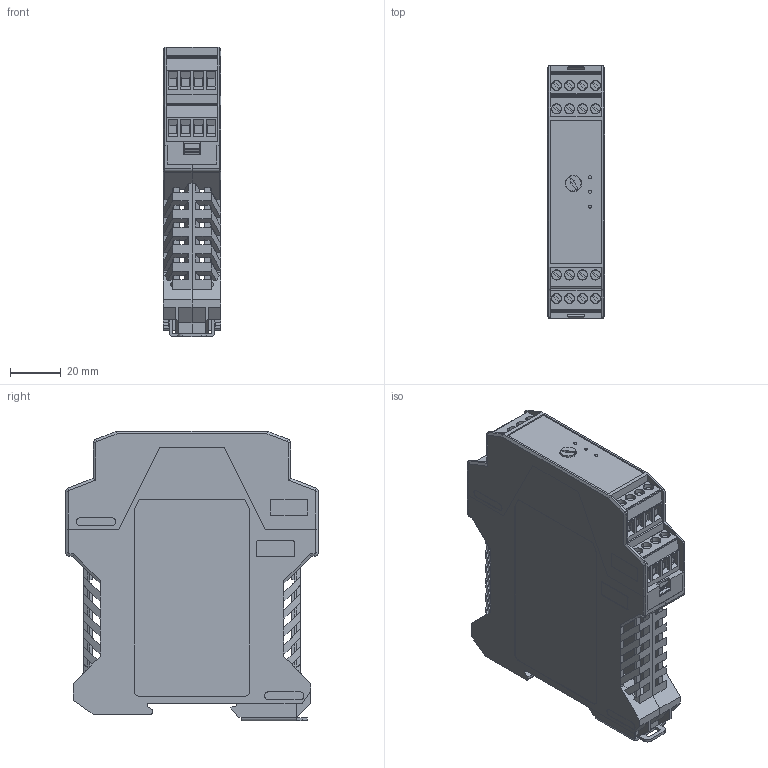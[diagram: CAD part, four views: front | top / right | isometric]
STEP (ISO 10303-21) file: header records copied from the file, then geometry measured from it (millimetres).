
FILE_DESCRIPTION(/* description */ (''),/* implementation_level */ '2;1');
FILE_NAME(/* name */ 'SR_SELECT.stp',/* time_stamp */ '2021-10-21T09:42:35+02:00',/* author */ ('frigo'),/* organization */ (''),/* preprocessor_version */ 'ST-DEVELOPER v18.1',/* originating_system */ 'AutoCAD Mechanical',/* authorisation */ '');
FILE_SCHEMA (('AUTOMOTIVE_DESIGN { 1 0 10303 214 3 1 1 }'));
Products named in the file (3): Product; AVE_RENDER; AVE_GLOBAL
Assembly tree (9 placements, depth 2):
  Product
    AVE_RENDER  x8
    AVE_GLOBAL
Bounding box: 22.6 x 99 x 113.6 mm (x, y, z)
Volume: 64822.8 mm3; surface area: 67826.3 mm2
Topology: 14 solids, 27 shells, 2028 faces, 5555 edges, 3594 vertices
Faces by surface type: plane 1537, cylinder 437, bspline 32, cone 12, torus 10
Full cylindrical faces by diameter (mm): 1.2 x6, 6.5 x1
Entity records: 64479 total; most frequent: CARTESIAN_POINT 12025, ORIENTED_EDGE 11081, DIRECTION 10591, EDGE_CURVE 5553, LINE 4469, VECTOR 4469, VERTEX_POINT 3579, AXIS2_PLACEMENT_3D 3061
